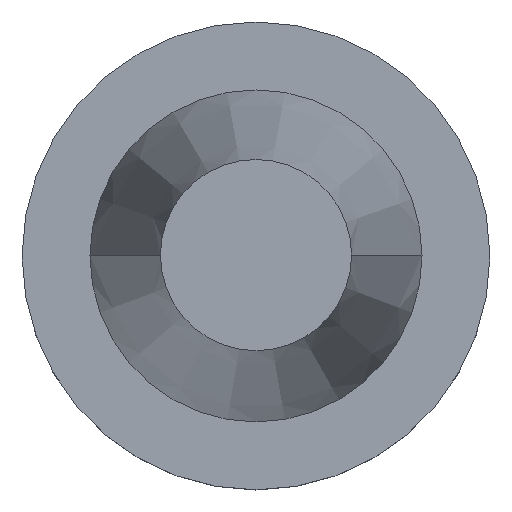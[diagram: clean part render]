
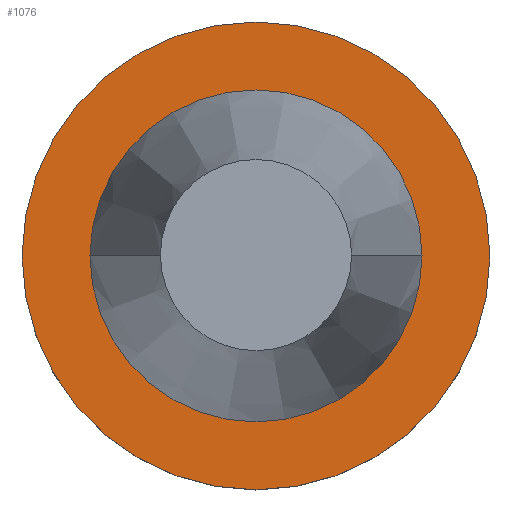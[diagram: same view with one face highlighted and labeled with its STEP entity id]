
A CAD part, top view. The second image highlights one B-rep face of the part: STEP entity #1076.
In plain terms, the highlighted planar face has unit normal (0, 0, 1).
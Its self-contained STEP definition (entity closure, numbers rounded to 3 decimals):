
#2 = VERTEX_POINT ( 'NONE', #782 ) ;
#3 = DIRECTION ( 'NONE',  ( 0., 0., 1. ) ) ;
#10 = CIRCLE ( 'NONE', #158, 49.215 ) ;
#38 = EDGE_CURVE ( 'NONE', #2, #455, #10, .T. ) ;
#49 = DIRECTION ( 'NONE',  ( 0., 0., 1. ) ) ;
#59 = CARTESIAN_POINT ( 'NONE',  ( 0., 0., -1.5 ) ) ;
#70 = AXIS2_PLACEMENT_3D ( 'NONE', #970, #121, #399 ) ;
#78 = CARTESIAN_POINT ( 'NONE',  ( 0., 0., -1.5 ) ) ;
#110 = DIRECTION ( 'NONE',  ( 1., 0., 0. ) ) ;
#121 = DIRECTION ( 'NONE',  ( 0., 0., -1. ) ) ;
#137 = PLANE ( 'NONE',  #70 ) ;
#158 = AXIS2_PLACEMENT_3D ( 'NONE', #872, #1033, #368 ) ;
#164 = AXIS2_PLACEMENT_3D ( 'NONE', #78, #407, #923 ) ;
#193 = VERTEX_POINT ( 'NONE', #899 ) ;
#257 = FACE_OUTER_BOUND ( 'NONE', #263, .T. ) ;
#263 = EDGE_LOOP ( 'NONE', ( #875, #370 ) ) ;
#364 = CARTESIAN_POINT ( 'NONE',  ( 49.215, 0., -1.5 ) ) ;
#368 = DIRECTION ( 'NONE',  ( 1., 0., 0. ) ) ;
#370 = ORIENTED_EDGE ( 'NONE', *, *, #38, .T. ) ;
#399 = DIRECTION ( 'NONE',  ( -1., 0., 0. ) ) ;
#407 = DIRECTION ( 'NONE',  ( 0., 0., 1. ) ) ;
#412 = CIRCLE ( 'NONE', #932, 49.215 ) ;
#430 = ORIENTED_EDGE ( 'NONE', *, *, #775, .F. ) ;
#432 = CIRCLE ( 'NONE', #902, 34.925 ) ;
#455 = VERTEX_POINT ( 'NONE', #364 ) ;
#544 = EDGE_LOOP ( 'NONE', ( #430, #948 ) ) ;
#775 = EDGE_CURVE ( 'NONE', #193, #891, #1057, .T. ) ;
#782 = CARTESIAN_POINT ( 'NONE',  ( -49.215, 0., -1.5 ) ) ;
#836 = CARTESIAN_POINT ( 'NONE',  ( -34.925, 0., -1.5 ) ) ;
#872 = CARTESIAN_POINT ( 'NONE',  ( 0., 0., -1.5 ) ) ;
#875 = ORIENTED_EDGE ( 'NONE', *, *, #1009, .T. ) ;
#888 = EDGE_CURVE ( 'NONE', #891, #193, #432, .T. ) ;
#891 = VERTEX_POINT ( 'NONE', #836 ) ;
#899 = CARTESIAN_POINT ( 'NONE',  ( 34.925, 0., -1.5 ) ) ;
#902 = AXIS2_PLACEMENT_3D ( 'NONE', #59, #49, #1005 ) ;
#923 = DIRECTION ( 'NONE',  ( 1., 0., 0. ) ) ;
#932 = AXIS2_PLACEMENT_3D ( 'NONE', #960, #3, #110 ) ;
#948 = ORIENTED_EDGE ( 'NONE', *, *, #888, .F. ) ;
#960 = CARTESIAN_POINT ( 'NONE',  ( 0., 0., -1.5 ) ) ;
#970 = CARTESIAN_POINT ( 'NONE',  ( 0., 49.215, -1.5 ) ) ;
#1005 = DIRECTION ( 'NONE',  ( 1., 0., 0. ) ) ;
#1009 = EDGE_CURVE ( 'NONE', #455, #2, #412, .T. ) ;
#1022 = FACE_BOUND ( 'NONE', #544, .T. ) ;
#1033 = DIRECTION ( 'NONE',  ( 0., 0., 1. ) ) ;
#1057 = CIRCLE ( 'NONE', #164, 34.925 ) ;
#1076 = ADVANCED_FACE ( 'NONE', ( #1022, #257 ), #137, .F. ) ;
